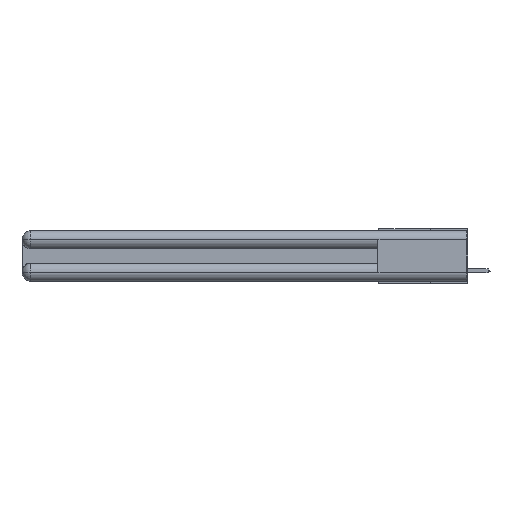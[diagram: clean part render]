
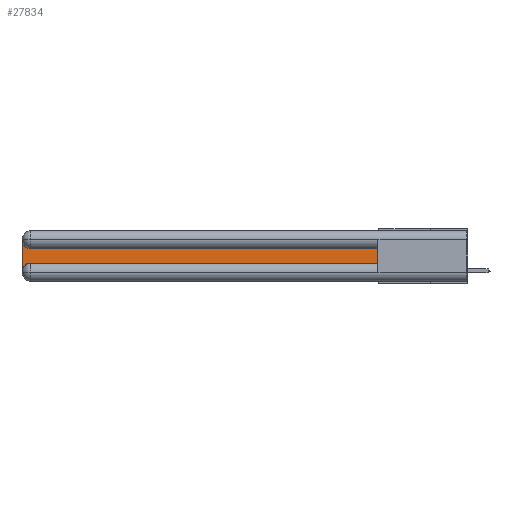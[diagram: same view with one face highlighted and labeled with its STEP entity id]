
A CAD part, left-side view. The second image highlights one B-rep face of the part: STEP entity #27834.
In plain terms, the highlighted planar face has unit normal (-1, 0, 0).
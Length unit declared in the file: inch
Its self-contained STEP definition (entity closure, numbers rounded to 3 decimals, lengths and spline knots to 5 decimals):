
#126 = CARTESIAN_POINT ( 'NONE',  ( 0.075, 0.6, -0.1225 ) ) ;
#221 = VERTEX_POINT ( 'NONE', #9730 ) ;
#917 = EDGE_CURVE ( 'NONE', #11742, #12961, #1670, .T. ) ;
#1117 = CARTESIAN_POINT ( 'NONE',  ( 0.075, 2.94, -0.2775 ) ) ;
#1232 = CARTESIAN_POINT ( 'NONE',  ( 0.075, 0.6, -0.2175 ) ) ;
#1670 = LINE ( 'NONE', #8625, #24703 ) ;
#1786 = EDGE_CURVE ( 'NONE', #12961, #12932, #21873, .T. ) ;
#2280 = CARTESIAN_POINT ( 'NONE',  ( 0.075, 0.6, -0.2175 ) ) ;
#2314 = DIRECTION ( 'NONE',  ( 0., 0., -1. ) ) ;
#3801 = VERTEX_POINT ( 'NONE', #21036 ) ;
#4579 = DIRECTION ( 'NONE',  ( 1., 0., 0. ) ) ;
#4898 = CARTESIAN_POINT ( 'NONE',  ( 0.075, 2.94, -0.2175 ) ) ;
#6300 = CARTESIAN_POINT ( 'NONE',  ( 0.075, 3., -0.2775 ) ) ;
#6329 = CIRCLE ( 'NONE', #19494, 0.06 ) ;
#6451 = DIRECTION ( 'NONE',  ( 0., -1., 0. ) ) ;
#7119 = DIRECTION ( 'NONE',  ( 1., 0., 0. ) ) ;
#8625 = CARTESIAN_POINT ( 'NONE',  ( 0.075, 0.6, -0.2175 ) ) ;
#8758 = VERTEX_POINT ( 'NONE', #6300 ) ;
#8936 = EDGE_CURVE ( 'NONE', #8758, #11742, #12119, .T. ) ;
#9730 = CARTESIAN_POINT ( 'NONE',  ( 0.075, 3., -0.0625 ) ) ;
#10547 = AXIS2_PLACEMENT_3D ( 'NONE', #24881, #4579, #2314 ) ;
#10578 = EDGE_LOOP ( 'NONE', ( #25418, #24501, #19185, #11019, #12146, #15193 ) ) ;
#11019 = ORIENTED_EDGE ( 'NONE', *, *, #8936, .T. ) ;
#11742 = VERTEX_POINT ( 'NONE', #4898 ) ;
#11876 = EDGE_CURVE ( 'NONE', #221, #8758, #23501, .T. ) ;
#12119 = CIRCLE ( 'NONE', #26729, 0.06 ) ;
#12146 = ORIENTED_EDGE ( 'NONE', *, *, #917, .T. ) ;
#12932 = VERTEX_POINT ( 'NONE', #126 ) ;
#12961 = VERTEX_POINT ( 'NONE', #2280 ) ;
#13390 = DIRECTION ( 'NONE',  ( 0., 0., -1. ) ) ;
#13627 = EDGE_CURVE ( 'NONE', #3801, #221, #6329, .T. ) ;
#13840 = PLANE ( 'NONE',  #10547 ) ;
#14440 = DIRECTION ( 'NONE',  ( 0., 0., 1. ) ) ;
#15193 = ORIENTED_EDGE ( 'NONE', *, *, #1786, .T. ) ;
#15434 = VECTOR ( 'NONE', #18755, 39.37008 ) ;
#16533 = DIRECTION ( 'NONE',  ( 0., 0., -1. ) ) ;
#17610 = DIRECTION ( 'NONE',  ( 0., 1., 0. ) ) ;
#18468 = CARTESIAN_POINT ( 'NONE',  ( 0.075, 3., -0.2175 ) ) ;
#18755 = DIRECTION ( 'NONE',  ( 0., 0., -1. ) ) ;
#19185 = ORIENTED_EDGE ( 'NONE', *, *, #11876, .T. ) ;
#19494 = AXIS2_PLACEMENT_3D ( 'NONE', #20231, #7119, #13390 ) ;
#19775 = CARTESIAN_POINT ( 'NONE',  ( 0.075, 0.6, -0.1225 ) ) ;
#20231 = CARTESIAN_POINT ( 'NONE',  ( 0.075, 2.94, -0.0625 ) ) ;
#21008 = EDGE_CURVE ( 'NONE', #12932, #3801, #21489, .T. ) ;
#21036 = CARTESIAN_POINT ( 'NONE',  ( 0.075, 2.94, -0.1225 ) ) ;
#21489 = LINE ( 'NONE', #19775, #26723 ) ;
#21506 = VECTOR ( 'NONE', #14440, 39.37008 ) ;
#21873 = LINE ( 'NONE', #1232, #21506 ) ;
#23501 = LINE ( 'NONE', #18468, #15434 ) ;
#24501 = ORIENTED_EDGE ( 'NONE', *, *, #13627, .T. ) ;
#24703 = VECTOR ( 'NONE', #6451, 39.37008 ) ;
#24881 = CARTESIAN_POINT ( 'NONE',  ( 0.075, 3., -0.1225 ) ) ;
#24986 = FACE_OUTER_BOUND ( 'NONE', #10578, .T. ) ;
#25418 = ORIENTED_EDGE ( 'NONE', *, *, #21008, .T. ) ;
#25646 = DIRECTION ( 'NONE',  ( 1., 0., 0. ) ) ;
#26723 = VECTOR ( 'NONE', #17610, 39.37008 ) ;
#26729 = AXIS2_PLACEMENT_3D ( 'NONE', #1117, #25646, #16533 ) ;
#27834 = ADVANCED_FACE ( 'NONE', ( #24986 ), #13840, .F. ) ;
